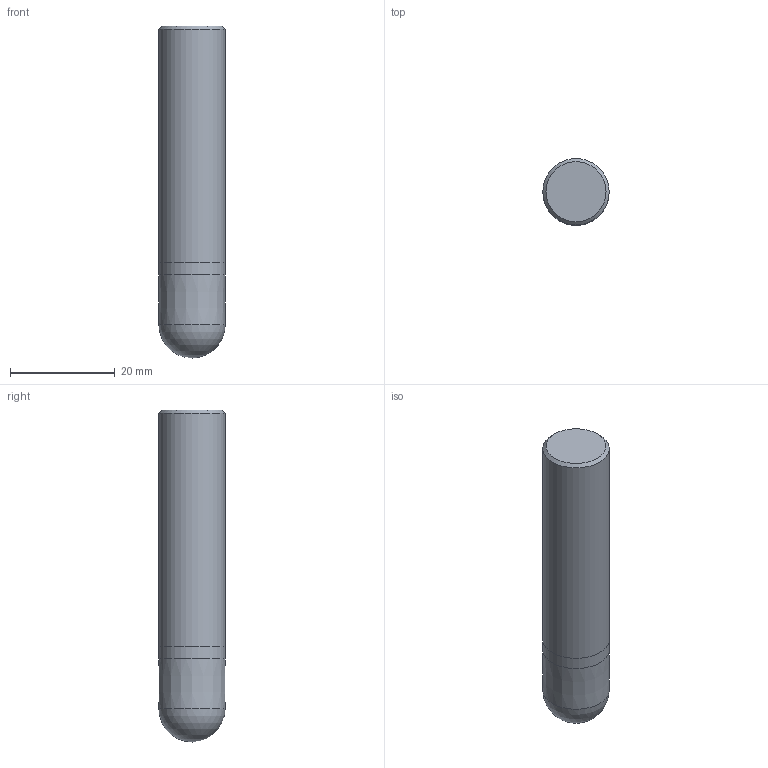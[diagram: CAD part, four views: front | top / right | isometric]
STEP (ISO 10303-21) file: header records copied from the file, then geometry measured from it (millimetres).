
FILE_DESCRIPTION(/* description */ (''),/* implementation_level */ '2;1');
FILE_NAME(/* name */ 'STB440.2.500D1B.3Z4_Basic.stp',/* time_stamp */ '2022-02-17T15:24:41+06:00',/* author */ (''),/* organization */ (''),/* preprocessor_version */ 'ST-DEVELOPER v16.7',/* originating_system */ 'SIEMENS PLM Software NX 12.0',/* authorisation */ '');
FILE_SCHEMA (('AUTOMOTIVE_DESIGN { 1 0 10303 214 3 1 1 1 }'));
Length unit declared in the file: millimetre
Products named in the file (1): inpu5028E108lqcd
Bounding box: 12.7 x 12.7 x 63.5 mm (x, y, z)
Volume: 7768.4 mm3; surface area: 3152.1 mm2
Topology: 3 solids, 3 shells, 10 faces, 17 edges, 17 vertices
Faces by surface type: plane 5, cone 2, cylinder 2, sphere 1
Full cylindrical faces by diameter (mm): 12.7 x2
Entity records: 300 total; most frequent: CARTESIAN_POINT 47, DIRECTION 44, AXIS2_PLACEMENT_3D 22, EDGE_LOOP 14, ORIENTED_EDGE 14, STYLED_ITEM 13, PRESENTATION_STYLE_ASSIGNMENT 13, ADVANCED_FACE 10
